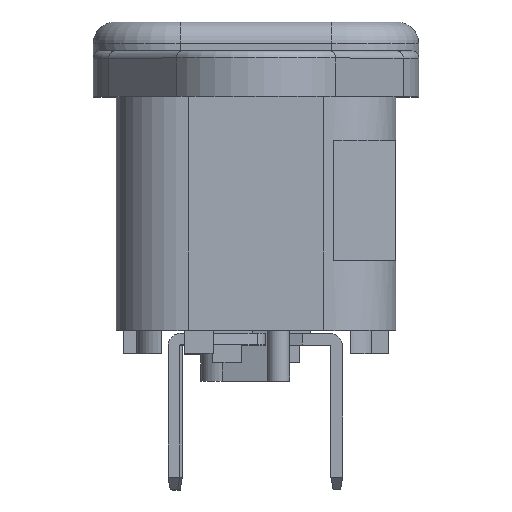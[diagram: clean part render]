
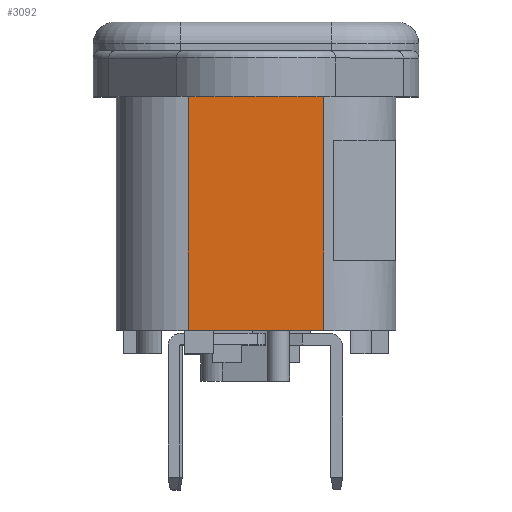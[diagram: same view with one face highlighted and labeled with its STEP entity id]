
A CAD part, top view. The second image highlights one B-rep face of the part: STEP entity #3092.
In plain terms, the highlighted planar face has unit normal (0, 0, 1).
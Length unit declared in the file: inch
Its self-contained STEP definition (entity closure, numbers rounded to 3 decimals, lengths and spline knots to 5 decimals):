
#15 = EDGE_CURVE ( 'NONE', #2659, #3843, #6086, .T. ) ;
#124 = ORIENTED_EDGE ( 'NONE', *, *, #6557, .T. ) ;
#397 = EDGE_CURVE ( 'NONE', #2396, #2659, #6547, .T. ) ;
#827 = AXIS2_PLACEMENT_3D ( 'NONE', #1434, #4617, #7846 ) ;
#939 = DIRECTION ( 'NONE',  ( 0., 1., 0. ) ) ;
#1434 = CARTESIAN_POINT ( 'NONE',  ( -0.18366, 0., 0.52992 ) ) ;
#1724 = CARTESIAN_POINT ( 'NONE',  ( -0.18366, 0., 0.52992 ) ) ;
#1842 = VECTOR ( 'NONE', #3605, 39.37008 ) ;
#2396 = VERTEX_POINT ( 'NONE', #5433 ) ;
#2573 = ORIENTED_EDGE ( 'NONE', *, *, #4355, .T. ) ;
#2629 = CARTESIAN_POINT ( 'NONE',  ( 0.18366, 0.63583, 0.52992 ) ) ;
#2659 = VERTEX_POINT ( 'NONE', #5474 ) ;
#2992 = VECTOR ( 'NONE', #939, 39.37008 ) ;
#3092 = ADVANCED_FACE ( 'NONE', ( #4454 ), #8699, .T. ) ;
#3468 = LINE ( 'NONE', #1724, #10169 ) ;
#3605 = DIRECTION ( 'NONE',  ( 0., 1., 0. ) ) ;
#3843 = VERTEX_POINT ( 'NONE', #2629 ) ;
#4195 = ORIENTED_EDGE ( 'NONE', *, *, #397, .F. ) ;
#4355 = EDGE_CURVE ( 'NONE', #7595, #3843, #8483, .T. ) ;
#4454 = FACE_OUTER_BOUND ( 'NONE', #5354, .T. ) ;
#4617 = DIRECTION ( 'NONE',  ( 0., 0., 1. ) ) ;
#4862 = CARTESIAN_POINT ( 'NONE',  ( 0.18366, 0., 0.52992 ) ) ;
#5354 = EDGE_LOOP ( 'NONE', ( #4195, #124, #2573, #7368 ) ) ;
#5355 = DIRECTION ( 'NONE',  ( 1., 0., 0. ) ) ;
#5433 = CARTESIAN_POINT ( 'NONE',  ( -0.18366, 0., 0.52992 ) ) ;
#5474 = CARTESIAN_POINT ( 'NONE',  ( -0.18366, 0.63583, 0.52992 ) ) ;
#5792 = DIRECTION ( 'NONE',  ( 1., 0., 0. ) ) ;
#6086 = LINE ( 'NONE', #9381, #8898 ) ;
#6547 = LINE ( 'NONE', #8798, #2992 ) ;
#6557 = EDGE_CURVE ( 'NONE', #2396, #7595, #3468, .T. ) ;
#7368 = ORIENTED_EDGE ( 'NONE', *, *, #15, .F. ) ;
#7595 = VERTEX_POINT ( 'NONE', #4862 ) ;
#7844 = CARTESIAN_POINT ( 'NONE',  ( 0.18366, 0., 0.52992 ) ) ;
#7846 = DIRECTION ( 'NONE',  ( 1., 0., 0. ) ) ;
#8483 = LINE ( 'NONE', #7844, #1842 ) ;
#8699 = PLANE ( 'NONE',  #827 ) ;
#8798 = CARTESIAN_POINT ( 'NONE',  ( -0.18366, 0., 0.52992 ) ) ;
#8898 = VECTOR ( 'NONE', #5355, 39.37008 ) ;
#9381 = CARTESIAN_POINT ( 'NONE',  ( -0.18366, 0.63583, 0.52992 ) ) ;
#10169 = VECTOR ( 'NONE', #5792, 39.37008 ) ;
